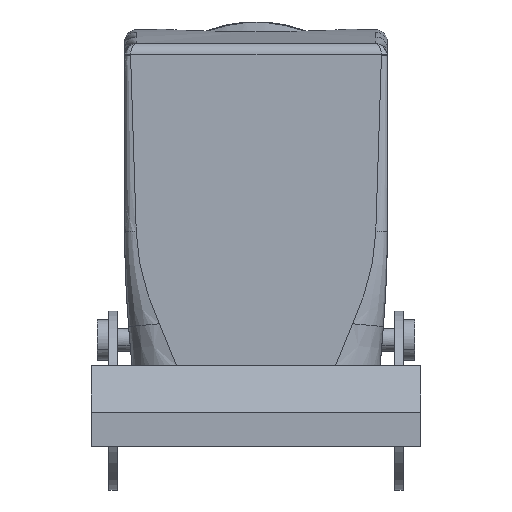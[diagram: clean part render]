
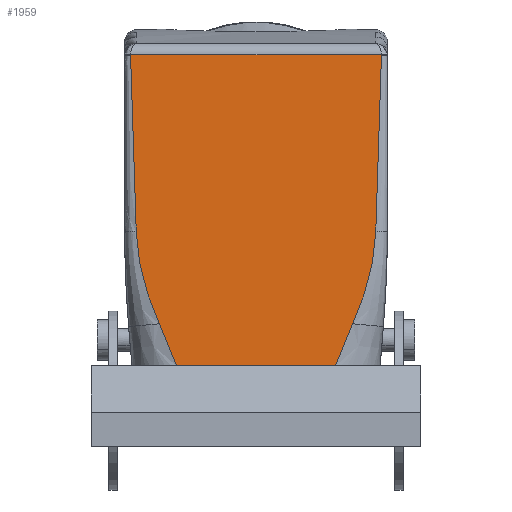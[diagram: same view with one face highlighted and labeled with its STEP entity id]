
A CAD part, front view. The second image highlights one B-rep face of the part: STEP entity #1959.
In plain terms, the highlighted planar face has unit normal (0, -1, 0.013).
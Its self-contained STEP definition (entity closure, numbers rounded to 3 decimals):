
#1856=AXIS2_PLACEMENT_3D('Plane Axis2P3D',#1853,#1854,#1855) ;
#514=CARTESIAN_POINT('Vertex',(14.726,18.1,21.5)) ;
#583=CARTESIAN_POINT('Vertex',(42.274,18.1,21.5)) ;
#586=CARTESIAN_POINT('Line Origine',(28.5,18.1,21.5)) ;
#1110=CARTESIAN_POINT('Control Point',(11.745,18.195,28.788)) ;
#1111=CARTESIAN_POINT('Control Point',(12.05,18.186,28.061)) ;
#1112=CARTESIAN_POINT('Control Point',(12.356,18.176,27.334)) ;
#1113=CARTESIAN_POINT('Control Point',(12.662,18.167,26.606)) ;
#1114=CARTESIAN_POINT('Control Point',(13.268,18.148,25.149)) ;
#1115=CARTESIAN_POINT('Control Point',(13.861,18.129,23.691)) ;
#1116=CARTESIAN_POINT('Control Point',(14.152,18.119,22.962)) ;
#1117=CARTESIAN_POINT('Control Point',(14.44,18.11,22.231)) ;
#1118=CARTESIAN_POINT('Control Point',(14.726,18.1,21.5)) ;
#1119=CARTESIAN_POINT('Vertex',(11.745,18.195,28.788)) ;
#1832=CARTESIAN_POINT('Vertex',(45.255,18.195,28.788)) ;
#1836=CARTESIAN_POINT('Control Point',(45.255,18.195,28.788)) ;
#1837=CARTESIAN_POINT('Control Point',(44.95,18.186,28.061)) ;
#1838=CARTESIAN_POINT('Control Point',(44.644,18.176,27.334)) ;
#1839=CARTESIAN_POINT('Control Point',(44.338,18.167,26.606)) ;
#1840=CARTESIAN_POINT('Control Point',(43.732,18.148,25.149)) ;
#1841=CARTESIAN_POINT('Control Point',(43.139,18.129,23.691)) ;
#1842=CARTESIAN_POINT('Control Point',(42.848,18.119,22.962)) ;
#1843=CARTESIAN_POINT('Control Point',(42.56,18.11,22.231)) ;
#1844=CARTESIAN_POINT('Control Point',(42.274,18.1,21.5)) ;
#1853=CARTESIAN_POINT('Axis2P3D Location',(28.5,19.146,101.415)) ;
#1859=CARTESIAN_POINT('Control Point',(6.774,18.804,75.261)) ;
#1860=CARTESIAN_POINT('Control Point',(6.782,18.796,74.656)) ;
#1861=CARTESIAN_POINT('Control Point',(6.791,18.788,74.051)) ;
#1862=CARTESIAN_POINT('Control Point',(6.8,18.78,73.446)) ;
#1863=CARTESIAN_POINT('Control Point',(6.82,18.764,72.257)) ;
#1864=CARTESIAN_POINT('Control Point',(6.842,18.749,71.065)) ;
#1865=CARTESIAN_POINT('Control Point',(6.856,18.74,70.37)) ;
#1866=CARTESIAN_POINT('Control Point',(6.969,18.668,64.917)) ;
#1867=CARTESIAN_POINT('Control Point',(7.133,18.597,59.465)) ;
#1868=CARTESIAN_POINT('Control Point',(7.313,18.533,54.593)) ;
#1869=CARTESIAN_POINT('Control Point',(7.483,18.47,49.726)) ;
#1870=CARTESIAN_POINT('Control Point',(7.749,18.406,44.865)) ;
#1871=CARTESIAN_POINT('Vertex',(7.749,18.406,44.865)) ;
#1873=CARTESIAN_POINT('Vertex',(6.774,18.804,75.261)) ;
#1877=CARTESIAN_POINT('Control Point',(7.749,18.406,44.865)) ;
#1878=CARTESIAN_POINT('Control Point',(7.815,18.39,43.653)) ;
#1879=CARTESIAN_POINT('Control Point',(7.898,18.374,42.442)) ;
#1880=CARTESIAN_POINT('Control Point',(8.02,18.359,41.249)) ;
#1881=CARTESIAN_POINT('Control Point',(8.373,18.327,38.858)) ;
#1882=CARTESIAN_POINT('Control Point',(8.933,18.296,36.506)) ;
#1883=CARTESIAN_POINT('Control Point',(9.263,18.281,35.349)) ;
#1884=CARTESIAN_POINT('Control Point',(9.92,18.255,33.328)) ;
#1885=CARTESIAN_POINT('Control Point',(10.681,18.229,31.343)) ;
#1886=CARTESIAN_POINT('Control Point',(11.026,18.218,30.487)) ;
#1887=CARTESIAN_POINT('Control Point',(11.382,18.206,29.635)) ;
#1888=CARTESIAN_POINT('Control Point',(11.745,18.195,28.788)) ;
#1891=CARTESIAN_POINT('Control Point',(49.251,18.406,44.865)) ;
#1892=CARTESIAN_POINT('Control Point',(49.185,18.39,43.653)) ;
#1893=CARTESIAN_POINT('Control Point',(49.102,18.374,42.442)) ;
#1894=CARTESIAN_POINT('Control Point',(48.98,18.359,41.249)) ;
#1895=CARTESIAN_POINT('Control Point',(48.627,18.327,38.858)) ;
#1896=CARTESIAN_POINT('Control Point',(48.067,18.296,36.506)) ;
#1897=CARTESIAN_POINT('Control Point',(47.737,18.281,35.349)) ;
#1898=CARTESIAN_POINT('Control Point',(47.08,18.255,33.328)) ;
#1899=CARTESIAN_POINT('Control Point',(46.319,18.229,31.343)) ;
#1900=CARTESIAN_POINT('Control Point',(45.974,18.218,30.487)) ;
#1901=CARTESIAN_POINT('Control Point',(45.618,18.206,29.635)) ;
#1902=CARTESIAN_POINT('Control Point',(45.255,18.195,28.788)) ;
#1903=CARTESIAN_POINT('Vertex',(49.251,18.406,44.865)) ;
#1907=CARTESIAN_POINT('Control Point',(50.226,18.804,75.261)) ;
#1908=CARTESIAN_POINT('Control Point',(50.218,18.796,74.656)) ;
#1909=CARTESIAN_POINT('Control Point',(50.209,18.788,74.051)) ;
#1910=CARTESIAN_POINT('Control Point',(50.2,18.78,73.446)) ;
#1911=CARTESIAN_POINT('Control Point',(50.18,18.764,72.257)) ;
#1912=CARTESIAN_POINT('Control Point',(50.158,18.749,71.065)) ;
#1913=CARTESIAN_POINT('Control Point',(50.144,18.74,70.37)) ;
#1914=CARTESIAN_POINT('Control Point',(50.031,18.668,64.917)) ;
#1915=CARTESIAN_POINT('Control Point',(49.867,18.597,59.465)) ;
#1916=CARTESIAN_POINT('Control Point',(49.687,18.533,54.593)) ;
#1917=CARTESIAN_POINT('Control Point',(49.517,18.47,49.726)) ;
#1918=CARTESIAN_POINT('Control Point',(49.251,18.406,44.865)) ;
#1919=CARTESIAN_POINT('Vertex',(50.226,18.804,75.261)) ;
#1923=CARTESIAN_POINT('Control Point',(50.217,18.806,75.401)) ;
#1924=CARTESIAN_POINT('Control Point',(50.221,18.805,75.373)) ;
#1925=CARTESIAN_POINT('Control Point',(50.224,18.805,75.345)) ;
#1926=CARTESIAN_POINT('Control Point',(50.226,18.804,75.317)) ;
#1927=CARTESIAN_POINT('Control Point',(50.226,18.804,75.289)) ;
#1928=CARTESIAN_POINT('Control Point',(50.226,18.804,75.261)) ;
#1929=CARTESIAN_POINT('Vertex',(50.217,18.806,75.401)) ;
#1932=CARTESIAN_POINT('Line Origine',(28.5,18.806,75.401)) ;
#1936=CARTESIAN_POINT('Vertex',(6.783,18.806,75.401)) ;
#1940=CARTESIAN_POINT('Control Point',(6.783,18.806,75.401)) ;
#1941=CARTESIAN_POINT('Control Point',(6.779,18.805,75.373)) ;
#1942=CARTESIAN_POINT('Control Point',(6.776,18.805,75.345)) ;
#1943=CARTESIAN_POINT('Control Point',(6.774,18.804,75.317)) ;
#1944=CARTESIAN_POINT('Control Point',(6.774,18.804,75.289)) ;
#1945=CARTESIAN_POINT('Control Point',(6.774,18.804,75.261)) ;
#587=DIRECTION('Vector Direction',(-1.,0.,0.)) ;
#1854=DIRECTION('Axis2P3D Direction',(0.,-1.,0.013)) ;
#1855=DIRECTION('Axis2P3D XDirection',(-1.,0.,0.)) ;
#1933=DIRECTION('Vector Direction',(-1.,0.,0.)) ;
#588=VECTOR('Line Direction',#587,1.) ;
#1934=VECTOR('Line Direction',#1933,1.) ;
#1948=ORIENTED_EDGE('',*,*,#1875,.F.) ;
#1949=ORIENTED_EDGE('',*,*,#1889,.F.) ;
#1950=ORIENTED_EDGE('',*,*,#1121,.F.) ;
#1951=ORIENTED_EDGE('',*,*,#590,.T.) ;
#1952=ORIENTED_EDGE('',*,*,#1845,.T.) ;
#1953=ORIENTED_EDGE('',*,*,#1905,.T.) ;
#1954=ORIENTED_EDGE('',*,*,#1921,.T.) ;
#1955=ORIENTED_EDGE('',*,*,#1931,.T.) ;
#1956=ORIENTED_EDGE('',*,*,#1938,.F.) ;
#1957=ORIENTED_EDGE('',*,*,#1946,.F.) ;
#1959=ADVANCED_FACE('Hood',(#1958),#1857,.T.) ;
#1109=B_SPLINE_CURVE_WITH_KNOTS('',5,(#1110,#1111,#1112,#1113,#1114,#1115,#1116,#1117,#1118),.UNSPECIFIED.,.F.,.U.,(6,3,6),(104.585,108.444,112.303),.UNSPECIFIED.) ;
#1835=B_SPLINE_CURVE_WITH_KNOTS('',5,(#1836,#1837,#1838,#1839,#1840,#1841,#1842,#1843,#1844),.UNSPECIFIED.,.F.,.U.,(6,3,6),(104.585,108.444,112.303),.UNSPECIFIED.) ;
#1858=B_SPLINE_CURVE_WITH_KNOTS('',5,(#1859,#1860,#1861,#1862,#1863,#1864,#1865,#1866,#1867,#1868,#1869,#1870),.UNSPECIFIED.,.F.,.U.,(6,3,3,6),(0.,4.294,8.434,42.859),.UNSPECIFIED.) ;
#1876=B_SPLINE_CURVE_WITH_KNOTS('',5,(#1877,#1878,#1879,#1880,#1881,#1882,#1883,#1884,#1885,#1886,#1887,#1888),.UNSPECIFIED.,.F.,.U.,(6,3,3,6),(0.,8.587,17.079,23.597),.UNSPECIFIED.) ;
#1890=B_SPLINE_CURVE_WITH_KNOTS('',5,(#1891,#1892,#1893,#1894,#1895,#1896,#1897,#1898,#1899,#1900,#1901,#1902),.UNSPECIFIED.,.F.,.U.,(6,3,3,6),(0.,8.587,17.079,23.597),.UNSPECIFIED.) ;
#1906=B_SPLINE_CURVE_WITH_KNOTS('',5,(#1907,#1908,#1909,#1910,#1911,#1912,#1913,#1914,#1915,#1916,#1917,#1918),.UNSPECIFIED.,.F.,.U.,(6,3,3,6),(0.,4.294,8.434,42.859),.UNSPECIFIED.) ;
#1922=B_SPLINE_CURVE_WITH_KNOTS('',5,(#1923,#1924,#1925,#1926,#1927,#1928),.UNSPECIFIED.,.F.,.U.,(6,6),(0.,0.199),.UNSPECIFIED.) ;
#1939=B_SPLINE_CURVE_WITH_KNOTS('',5,(#1940,#1941,#1942,#1943,#1944,#1945),.UNSPECIFIED.,.F.,.U.,(6,6),(0.,0.199),.UNSPECIFIED.) ;
#590=EDGE_CURVE('',#515,#584,#589,.F.) ;
#1121=EDGE_CURVE('',#515,#1120,#1109,.F.) ;
#1845=EDGE_CURVE('',#584,#1833,#1835,.F.) ;
#1875=EDGE_CURVE('',#1872,#1874,#1858,.F.) ;
#1889=EDGE_CURVE('',#1120,#1872,#1876,.F.) ;
#1905=EDGE_CURVE('',#1833,#1904,#1890,.F.) ;
#1921=EDGE_CURVE('',#1904,#1920,#1906,.F.) ;
#1931=EDGE_CURVE('',#1920,#1930,#1922,.F.) ;
#1938=EDGE_CURVE('',#1937,#1930,#1935,.F.) ;
#1946=EDGE_CURVE('',#1874,#1937,#1939,.F.) ;
#1947=EDGE_LOOP('',(#1948,#1949,#1950,#1951,#1952,#1953,#1954,#1955,#1956,#1957)) ;
#1958=FACE_OUTER_BOUND('',#1947,.T.) ;
#589=LINE('Line',#586,#588) ;
#1935=LINE('Line',#1932,#1934) ;
#1857=PLANE('',#1856) ;
#515=VERTEX_POINT('',#514) ;
#584=VERTEX_POINT('',#583) ;
#1120=VERTEX_POINT('',#1119) ;
#1833=VERTEX_POINT('',#1832) ;
#1872=VERTEX_POINT('',#1871) ;
#1874=VERTEX_POINT('',#1873) ;
#1904=VERTEX_POINT('',#1903) ;
#1920=VERTEX_POINT('',#1919) ;
#1930=VERTEX_POINT('',#1929) ;
#1937=VERTEX_POINT('',#1936) ;
